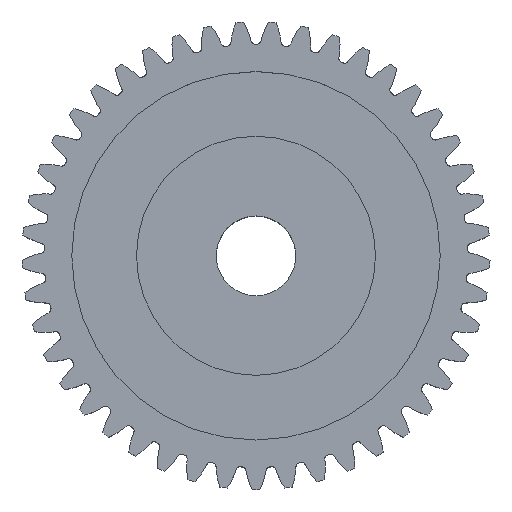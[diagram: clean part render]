
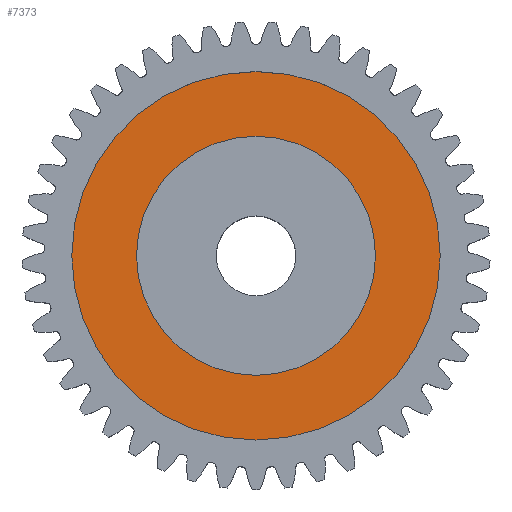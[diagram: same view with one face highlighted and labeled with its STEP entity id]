
A CAD part, top view. The second image highlights one B-rep face of the part: STEP entity #7373.
In plain terms, the highlighted planar face has unit normal (0, 0, 1).
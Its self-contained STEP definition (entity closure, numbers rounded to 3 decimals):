
#976 = PLANE ( 'NONE',  #1093 ) ;
#1079 = FACE_BOUND ( 'NONE', #7354, .T. ) ;
#1093 = AXIS2_PLACEMENT_3D ( 'NONE', #1202, #1201, #1200 ) ;
#1105 = FACE_OUTER_BOUND ( 'NONE', #7372, .T. ) ;
#1200 = DIRECTION ( 'NONE',  ( -1., 0., 0. ) ) ;
#1201 = DIRECTION ( 'NONE',  ( 0., 0., -1. ) ) ;
#1202 = CARTESIAN_POINT ( 'NONE',  ( 0., 0., 2.5 ) ) ;
#1240 = DIRECTION ( 'NONE',  ( 0., 0., -1. ) ) ;
#1241 = CIRCLE ( 'NONE', #1297, 9.25 ) ;
#1288 = DIRECTION ( 'NONE',  ( -1., 0., 0. ) ) ;
#1289 = DIRECTION ( 'NONE',  ( 0., 0., -1. ) ) ;
#1293 = DIRECTION ( 'NONE',  ( -1., 0., 0. ) ) ;
#1294 = AXIS2_PLACEMENT_3D ( 'NONE', #1300, #1240, #1293 ) ;
#1295 = CARTESIAN_POINT ( 'NONE',  ( 0., 0., 2.5 ) ) ;
#1297 = AXIS2_PLACEMENT_3D ( 'NONE', #1295, #1289, #1288 ) ;
#1300 = CARTESIAN_POINT ( 'NONE',  ( 0., 0., 2.5 ) ) ;
#1392 = CIRCLE ( 'NONE', #1294, 6. ) ;
#5836 = CIRCLE ( 'NONE', #5878, 6. ) ;
#5847 = CARTESIAN_POINT ( 'NONE',  ( 9.25, 0., 2.5 ) ) ;
#5860 = CIRCLE ( 'NONE', #5921, 9.25 ) ;
#5861 = CARTESIAN_POINT ( 'NONE',  ( -9.25, 0., 2.5 ) ) ;
#5875 = DIRECTION ( 'NONE',  ( -1., 0., 0. ) ) ;
#5876 = DIRECTION ( 'NONE',  ( 0., 0., -1. ) ) ;
#5877 = CARTESIAN_POINT ( 'NONE',  ( 0., 0., 2.5 ) ) ;
#5878 = AXIS2_PLACEMENT_3D ( 'NONE', #5877, #5876, #5875 ) ;
#5879 = CARTESIAN_POINT ( 'NONE',  ( -6., 0., 2.5 ) ) ;
#5918 = DIRECTION ( 'NONE',  ( -1., 0., 0. ) ) ;
#5919 = DIRECTION ( 'NONE',  ( 0., 0., -1. ) ) ;
#5920 = CARTESIAN_POINT ( 'NONE',  ( 0., 0., 2.5 ) ) ;
#5921 = AXIS2_PLACEMENT_3D ( 'NONE', #5920, #5919, #5918 ) ;
#6013 = CARTESIAN_POINT ( 'NONE',  ( 6., 0., 2.5 ) ) ;
#7354 = EDGE_LOOP ( 'NONE', ( #7369, #7518 ) ) ;
#7369 = ORIENTED_EDGE ( 'NONE', *, *, #10183, .T. ) ;
#7372 = EDGE_LOOP ( 'NONE', ( #7376, #7375 ) ) ;
#7373 = ADVANCED_FACE ( 'NONE', ( #1079, #1105 ), #976, .F. ) ;
#7375 = ORIENTED_EDGE ( 'NONE', *, *, #10199, .F. ) ;
#7376 = ORIENTED_EDGE ( 'NONE', *, *, #7524, .F. ) ;
#7518 = ORIENTED_EDGE ( 'NONE', *, *, #7521, .T. ) ;
#7521 = EDGE_CURVE ( 'NONE', #10283, #10185, #1392, .T. ) ;
#7524 = EDGE_CURVE ( 'NONE', #10196, #10187, #1241, .T. ) ;
#10183 = EDGE_CURVE ( 'NONE', #10185, #10283, #5836, .T. ) ;
#10185 = VERTEX_POINT ( 'NONE', #5879 ) ;
#10187 = VERTEX_POINT ( 'NONE', #5847 ) ;
#10196 = VERTEX_POINT ( 'NONE', #5861 ) ;
#10199 = EDGE_CURVE ( 'NONE', #10187, #10196, #5860, .T. ) ;
#10283 = VERTEX_POINT ( 'NONE', #6013 ) ;
